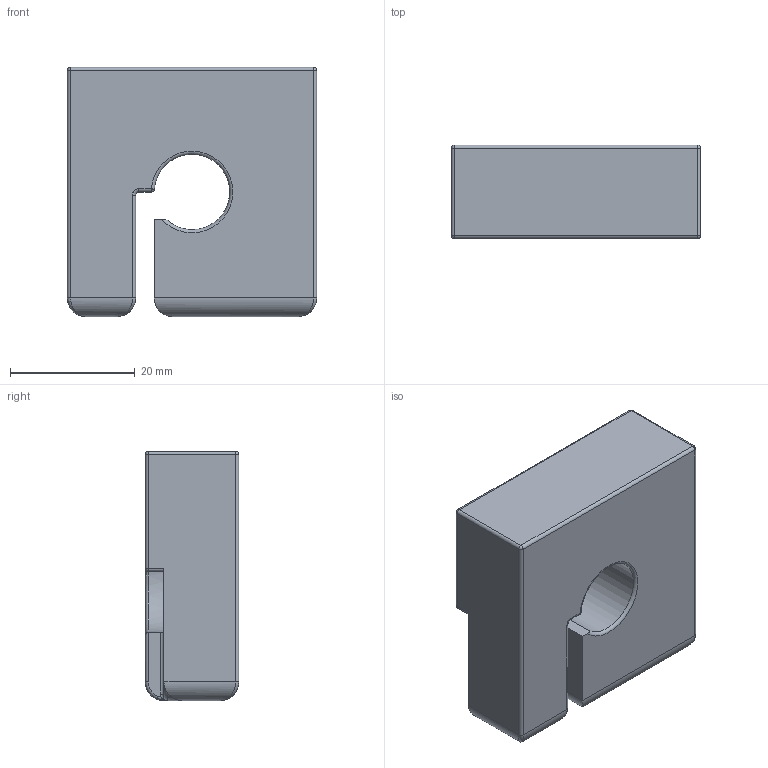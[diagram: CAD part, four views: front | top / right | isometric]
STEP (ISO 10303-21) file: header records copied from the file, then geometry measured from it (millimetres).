
FILE_DESCRIPTION(/* description */ (''),/* implementation_level */ '2;1');
FILE_NAME(/* name */ 'PartTwo.stp',/* time_stamp */ '2017-03-31T15:37:12+02:00',/* author */ ('Seba'),/* organization */ (''),/* preprocessor_version */ 'ST-DEVELOPER v15.6',/* originating_system */ 'Autodesk Inventor 2015',/* authorisation */ '');
FILE_SCHEMA (('AUTOMOTIVE_DESIGN { 1 0 10303 214 3 1 1 }'));
Length unit declared in the file: millimetre
Products named in the file (1): PartTwo
Bounding box: 40 x 15 x 40 mm (x, y, z)
Volume: 19691.1 mm3; surface area: 5886.4 mm2
Topology: 1 solids, 1 shells, 69 faces, 156 edges, 84 vertices
Faces by surface type: cylinder 30, plane 13, bspline 11, torus 8, sphere 7
Entity records: 2660 total; most frequent: CARTESIAN_POINT 1154, DIRECTION 322, ORIENTED_EDGE 302, EDGE_CURVE 151, AXIS2_PLACEMENT_3D 130, VERTEX_POINT 84, FACE_OUTER_BOUND 69, EDGE_LOOP 69
